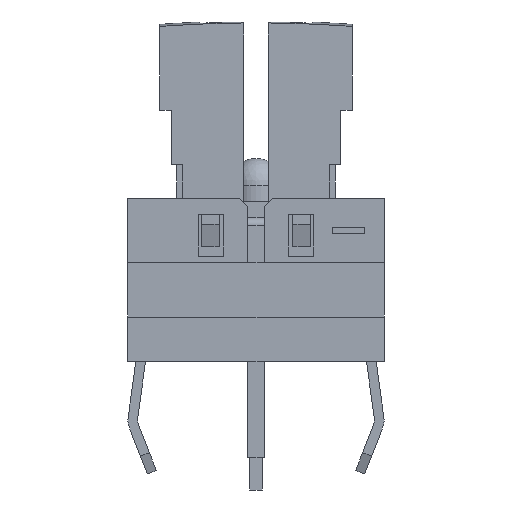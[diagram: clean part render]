
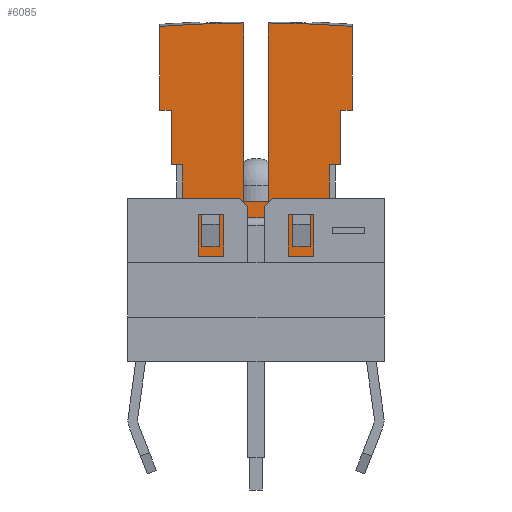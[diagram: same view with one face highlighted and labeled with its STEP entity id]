
A CAD part, front view. The second image highlights one B-rep face of the part: STEP entity #6085.
In plain terms, the highlighted planar face has unit normal (0, -1, 0).
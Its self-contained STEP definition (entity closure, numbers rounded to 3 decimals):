
#98=FACE_BOUND('',#451,.T.);
#99=FACE_BOUND('',#452,.T.);
#100=FACE_BOUND('',#453,.T.);
#126=FACE_OUTER_BOUND('',#450,.T.);
#450=EDGE_LOOP('',(#3973,#3974,#3975,#3976,#3977,#3978,#3979,#3980,#3981,
#3982,#3983,#3984,#3985,#3986,#3987,#3988));
#451=EDGE_LOOP('',(#3989,#3990,#3991,#3992));
#452=EDGE_LOOP('',(#3993,#3994,#3995,#3996));
#453=EDGE_LOOP('',(#3997,#3998,#3999,#4000));
#794=B_SPLINE_CURVE_WITH_KNOTS('',3,(#8525,#8526,#8527,#8528),
 .UNSPECIFIED.,.F.,.F.,(4,4),(-0.292,-0.037),
 .UNSPECIFIED.);
#795=B_SPLINE_CURVE_WITH_KNOTS('',3,(#8535,#8536,#8537,#8538),
 .UNSPECIFIED.,.F.,.F.,(4,4),(0.037,0.292),
 .UNSPECIFIED.);
#815=LINE('',#8405,#1635);
#851=LINE('',#8505,#1671);
#852=LINE('',#8507,#1672);
#853=LINE('',#8509,#1673);
#854=LINE('',#8511,#1674);
#855=LINE('',#8513,#1675);
#856=LINE('',#8515,#1676);
#857=LINE('',#8517,#1677);
#858=LINE('',#8519,#1678);
#859=LINE('',#8521,#1679);
#860=LINE('',#8523,#1680);
#861=LINE('',#8530,#1681);
#862=LINE('',#8532,#1682);
#863=LINE('',#8534,#1683);
#864=LINE('',#8541,#1684);
#865=LINE('',#8543,#1685);
#866=LINE('',#8545,#1686);
#867=LINE('',#8546,#1687);
#868=LINE('',#8549,#1688);
#869=LINE('',#8551,#1689);
#870=LINE('',#8553,#1690);
#871=LINE('',#8554,#1691);
#872=LINE('',#8557,#1692);
#873=LINE('',#8559,#1693);
#874=LINE('',#8561,#1694);
#875=LINE('',#8562,#1695);
#1635=VECTOR('',#6805,10.);
#1671=VECTOR('',#6849,10.);
#1672=VECTOR('',#6850,10.);
#1673=VECTOR('',#6851,10.);
#1674=VECTOR('',#6852,10.);
#1675=VECTOR('',#6853,10.);
#1676=VECTOR('',#6854,10.);
#1677=VECTOR('',#6855,10.);
#1678=VECTOR('',#6856,10.);
#1679=VECTOR('',#6857,10.);
#1680=VECTOR('',#6858,10.);
#1681=VECTOR('',#6859,10.);
#1682=VECTOR('',#6860,10.);
#1683=VECTOR('',#6861,10.);
#1684=VECTOR('',#6862,10.);
#1685=VECTOR('',#6863,10.);
#1686=VECTOR('',#6864,10.);
#1687=VECTOR('',#6865,10.);
#1688=VECTOR('',#6866,10.);
#1689=VECTOR('',#6867,10.);
#1690=VECTOR('',#6868,10.);
#1691=VECTOR('',#6869,10.);
#1692=VECTOR('',#6870,10.);
#1693=VECTOR('',#6871,10.);
#1694=VECTOR('',#6872,10.);
#1695=VECTOR('',#6873,10.);
#2455=VERTEX_POINT('',#8392);
#2458=VERTEX_POINT('',#8403);
#2495=VERTEX_POINT('',#8504);
#2496=VERTEX_POINT('',#8506);
#2497=VERTEX_POINT('',#8508);
#2498=VERTEX_POINT('',#8510);
#2499=VERTEX_POINT('',#8512);
#2500=VERTEX_POINT('',#8514);
#2501=VERTEX_POINT('',#8516);
#2502=VERTEX_POINT('',#8518);
#2503=VERTEX_POINT('',#8520);
#2504=VERTEX_POINT('',#8522);
#2505=VERTEX_POINT('',#8524);
#2506=VERTEX_POINT('',#8529);
#2507=VERTEX_POINT('',#8531);
#2508=VERTEX_POINT('',#8533);
#2509=VERTEX_POINT('',#8539);
#2510=VERTEX_POINT('',#8540);
#2511=VERTEX_POINT('',#8542);
#2512=VERTEX_POINT('',#8544);
#2513=VERTEX_POINT('',#8547);
#2514=VERTEX_POINT('',#8548);
#2515=VERTEX_POINT('',#8550);
#2516=VERTEX_POINT('',#8552);
#2517=VERTEX_POINT('',#8555);
#2518=VERTEX_POINT('',#8556);
#2519=VERTEX_POINT('',#8558);
#2520=VERTEX_POINT('',#8560);
#3037=EDGE_CURVE('',#2458,#2455,#815,.T.);
#3078=EDGE_CURVE('',#2495,#2458,#851,.T.);
#3079=EDGE_CURVE('',#2496,#2495,#852,.T.);
#3080=EDGE_CURVE('',#2497,#2496,#853,.T.);
#3081=EDGE_CURVE('',#2498,#2497,#854,.T.);
#3082=EDGE_CURVE('',#2499,#2498,#855,.T.);
#3083=EDGE_CURVE('',#2499,#2500,#856,.T.);
#3084=EDGE_CURVE('',#2501,#2500,#857,.T.);
#3085=EDGE_CURVE('',#2502,#2501,#858,.T.);
#3086=EDGE_CURVE('',#2503,#2502,#859,.T.);
#3087=EDGE_CURVE('',#2504,#2503,#860,.T.);
#3088=EDGE_CURVE('',#2504,#2505,#794,.T.);
#3089=EDGE_CURVE('',#2506,#2505,#861,.T.);
#3090=EDGE_CURVE('',#2506,#2507,#862,.T.);
#3091=EDGE_CURVE('',#2507,#2508,#863,.T.);
#3092=EDGE_CURVE('',#2508,#2455,#795,.T.);
#3093=EDGE_CURVE('',#2509,#2510,#864,.T.);
#3094=EDGE_CURVE('',#2510,#2511,#865,.T.);
#3095=EDGE_CURVE('',#2511,#2512,#866,.T.);
#3096=EDGE_CURVE('',#2512,#2509,#867,.T.);
#3097=EDGE_CURVE('',#2513,#2514,#868,.T.);
#3098=EDGE_CURVE('',#2514,#2515,#869,.T.);
#3099=EDGE_CURVE('',#2515,#2516,#870,.T.);
#3100=EDGE_CURVE('',#2516,#2513,#871,.T.);
#3101=EDGE_CURVE('',#2517,#2518,#872,.T.);
#3102=EDGE_CURVE('',#2517,#2519,#873,.T.);
#3103=EDGE_CURVE('',#2519,#2520,#874,.T.);
#3104=EDGE_CURVE('',#2520,#2518,#875,.T.);
#3973=ORIENTED_EDGE('',*,*,#3037,.F.);
#3974=ORIENTED_EDGE('',*,*,#3078,.F.);
#3975=ORIENTED_EDGE('',*,*,#3079,.F.);
#3976=ORIENTED_EDGE('',*,*,#3080,.F.);
#3977=ORIENTED_EDGE('',*,*,#3081,.F.);
#3978=ORIENTED_EDGE('',*,*,#3082,.F.);
#3979=ORIENTED_EDGE('',*,*,#3083,.T.);
#3980=ORIENTED_EDGE('',*,*,#3084,.F.);
#3981=ORIENTED_EDGE('',*,*,#3085,.F.);
#3982=ORIENTED_EDGE('',*,*,#3086,.F.);
#3983=ORIENTED_EDGE('',*,*,#3087,.F.);
#3984=ORIENTED_EDGE('',*,*,#3088,.T.);
#3985=ORIENTED_EDGE('',*,*,#3089,.F.);
#3986=ORIENTED_EDGE('',*,*,#3090,.T.);
#3987=ORIENTED_EDGE('',*,*,#3091,.T.);
#3988=ORIENTED_EDGE('',*,*,#3092,.T.);
#3989=ORIENTED_EDGE('',*,*,#3093,.T.);
#3990=ORIENTED_EDGE('',*,*,#3094,.T.);
#3991=ORIENTED_EDGE('',*,*,#3095,.T.);
#3992=ORIENTED_EDGE('',*,*,#3096,.T.);
#3993=ORIENTED_EDGE('',*,*,#3097,.T.);
#3994=ORIENTED_EDGE('',*,*,#3098,.T.);
#3995=ORIENTED_EDGE('',*,*,#3099,.T.);
#3996=ORIENTED_EDGE('',*,*,#3100,.T.);
#3997=ORIENTED_EDGE('',*,*,#3101,.F.);
#3998=ORIENTED_EDGE('',*,*,#3102,.T.);
#3999=ORIENTED_EDGE('',*,*,#3103,.T.);
#4000=ORIENTED_EDGE('',*,*,#3104,.T.);
#5695=PLANE('',#6418);
#6085=ADVANCED_FACE('',(#126,#98,#99,#100),#5695,.T.);
#6418=AXIS2_PLACEMENT_3D('',#8503,#6847,#6848);
#6805=DIRECTION('',(0.,0.,1.));
#6847=DIRECTION('center_axis',(0.,-1.,0.));
#6848=DIRECTION('ref_axis',(1.,0.,0.));
#6849=DIRECTION('',(-1.,0.,0.));
#6850=DIRECTION('',(0.,0.,1.));
#6851=DIRECTION('',(-1.,0.,0.));
#6852=DIRECTION('',(0.,0.,1.));
#6853=DIRECTION('',(-1.,0.,0.));
#6854=DIRECTION('',(0.,0.,1.));
#6855=DIRECTION('',(-1.,0.,0.));
#6856=DIRECTION('',(0.,0.,-1.));
#6857=DIRECTION('',(-1.,0.,0.));
#6858=DIRECTION('',(0.,0.,-1.));
#6859=DIRECTION('',(0.,0.,1.));
#6860=DIRECTION('',(-1.,0.,0.));
#6861=DIRECTION('',(0.,0.,1.));
#6862=DIRECTION('',(1.,0.,0.));
#6863=DIRECTION('',(0.,0.,-1.));
#6864=DIRECTION('',(-1.,0.,0.));
#6865=DIRECTION('',(0.,0.,1.));
#6866=DIRECTION('',(1.,0.,0.));
#6867=DIRECTION('',(0.,0.,-1.));
#6868=DIRECTION('',(-1.,0.,0.));
#6869=DIRECTION('',(0.,0.,1.));
#6870=DIRECTION('',(0.,0.,1.));
#6871=DIRECTION('',(-1.,0.,0.));
#6872=DIRECTION('',(0.,0.,1.));
#6873=DIRECTION('',(1.,0.,0.));
#8392=CARTESIAN_POINT('',(-6.25,-0.05,10.47));
#8403=CARTESIAN_POINT('',(-6.25,-0.05,7.85));
#8405=CARTESIAN_POINT('',(-6.25,-0.05,7.85));
#8503=CARTESIAN_POINT('Origin',(-5.55,-0.05,3.));
#8504=CARTESIAN_POINT('',(-5.9,-0.05,7.85));
#8505=CARTESIAN_POINT('',(-5.9,-0.05,7.85));
#8506=CARTESIAN_POINT('',(-5.9,-0.05,6.15));
#8507=CARTESIAN_POINT('',(-5.9,-0.05,6.15));
#8508=CARTESIAN_POINT('',(-5.55,-0.05,6.15));
#8509=CARTESIAN_POINT('',(-5.55,-0.05,6.15));
#8510=CARTESIAN_POINT('',(-5.55,-0.05,3.));
#8511=CARTESIAN_POINT('',(-5.55,-0.05,3.));
#8512=CARTESIAN_POINT('',(-0.95,-0.05,3.));
#8513=CARTESIAN_POINT('',(-0.95,-0.05,3.));
#8514=CARTESIAN_POINT('',(-0.95,-0.05,6.15));
#8515=CARTESIAN_POINT('',(-0.95,-0.05,3.));
#8516=CARTESIAN_POINT('',(-0.6,-0.05,6.15));
#8517=CARTESIAN_POINT('',(-0.6,-0.05,6.15));
#8518=CARTESIAN_POINT('',(-0.6,-0.05,7.85));
#8519=CARTESIAN_POINT('',(-0.6,-0.05,7.85));
#8520=CARTESIAN_POINT('',(-0.25,-0.05,7.85));
#8521=CARTESIAN_POINT('',(-0.25,-0.05,7.85));
#8522=CARTESIAN_POINT('',(-0.25,-0.05,10.47));
#8523=CARTESIAN_POINT('',(-0.25,-0.05,9.05));
#8524=CARTESIAN_POINT('',(-2.875,-0.05,10.58));
#8525=CARTESIAN_POINT('Ctrl Pts',(-0.25,-0.05,10.47));
#8526=CARTESIAN_POINT('Ctrl Pts',(-1.141,-0.05,10.536));
#8527=CARTESIAN_POINT('Ctrl Pts',(-2.019,-0.05,10.572));
#8528=CARTESIAN_POINT('Ctrl Pts',(-2.875,-0.05,
10.58));
#8529=CARTESIAN_POINT('',(-2.875,-0.05,5.));
#8530=CARTESIAN_POINT('',(-2.875,-0.05,6.025));
#8531=CARTESIAN_POINT('',(-3.625,-0.05,5.));
#8532=CARTESIAN_POINT('',(-4.213,-0.05,5.));
#8533=CARTESIAN_POINT('',(-3.625,-0.05,10.58));
#8534=CARTESIAN_POINT('',(-3.625,-0.05,4.));
#8535=CARTESIAN_POINT('Ctrl Pts',(-3.625,-0.05,10.58));
#8536=CARTESIAN_POINT('Ctrl Pts',(-4.481,-0.05,
10.572));
#8537=CARTESIAN_POINT('Ctrl Pts',(-5.359,-0.05,
10.536));
#8538=CARTESIAN_POINT('Ctrl Pts',(-6.25,-0.05,
10.47));
#8539=CARTESIAN_POINT('',(-3.5,-0.05,4.5));
#8540=CARTESIAN_POINT('',(-3.,-0.05,4.5));
#8541=CARTESIAN_POINT('',(-4.4,-0.05,4.5));
#8542=CARTESIAN_POINT('',(-3.,-0.05,4.31));
#8543=CARTESIAN_POINT('',(-3.,-0.05,2.234));
#8544=CARTESIAN_POINT('',(-3.5,-0.05,4.31));
#8545=CARTESIAN_POINT('',(-4.4,-0.05,4.31));
#8546=CARTESIAN_POINT('',(-3.5,-0.05,2.234));
#8547=CARTESIAN_POINT('',(-2.1,-0.05,4.6));
#8548=CARTESIAN_POINT('',(-1.55,-0.05,4.6));
#8549=CARTESIAN_POINT('',(-4.4,-0.05,4.6));
#8550=CARTESIAN_POINT('',(-1.55,-0.05,3.6));
#8551=CARTESIAN_POINT('',(-1.55,-0.05,3.57));
#8552=CARTESIAN_POINT('',(-2.1,-0.05,3.6));
#8553=CARTESIAN_POINT('',(-4.4,-0.05,3.6));
#8554=CARTESIAN_POINT('',(-2.1,-0.05,3.));
#8555=CARTESIAN_POINT('',(-4.4,-0.05,3.6));
#8556=CARTESIAN_POINT('',(-4.4,-0.05,4.6));
#8557=CARTESIAN_POINT('',(-4.4,-0.05,3.));
#8558=CARTESIAN_POINT('',(-4.95,-0.05,3.6));
#8559=CARTESIAN_POINT('',(-4.4,-0.05,3.6));
#8560=CARTESIAN_POINT('',(-4.95,-0.05,4.6));
#8561=CARTESIAN_POINT('',(-4.95,-0.05,3.57));
#8562=CARTESIAN_POINT('',(-4.4,-0.05,4.6));
